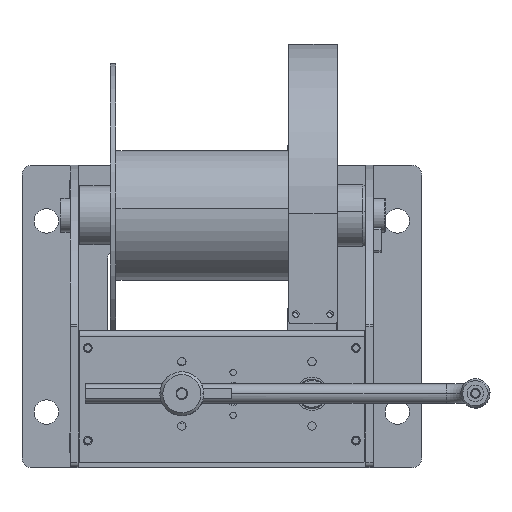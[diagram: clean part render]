
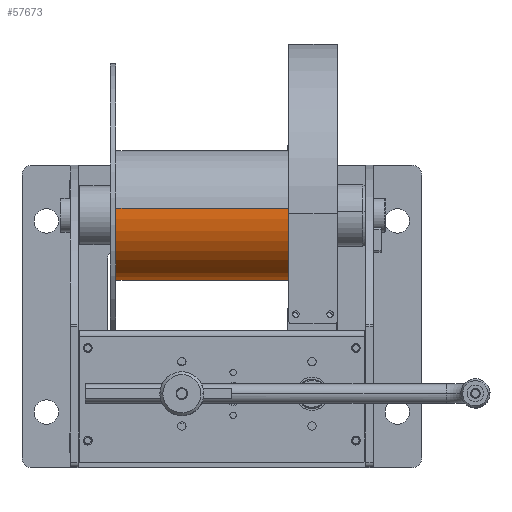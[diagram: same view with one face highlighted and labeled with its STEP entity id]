
A CAD part, top view. The second image highlights one B-rep face of the part: STEP entity #57673.
In plain terms, the highlighted cylindrical face has radius 66.5 mm (diameter 133 mm), a partial arc.
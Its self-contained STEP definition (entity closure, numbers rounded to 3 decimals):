
#4417 = CARTESIAN_POINT ( 'NONE',  ( 66.5, 0., 101.5 ) ) ;
#5681 = AXIS2_PLACEMENT_3D ( 'NONE', #13336, #50706, #18678 ) ;
#10358 = CARTESIAN_POINT ( 'NONE',  ( 66.5, 0., -101.5 ) ) ;
#13336 = CARTESIAN_POINT ( 'NONE',  ( 0., 0., -101.5 ) ) ;
#16577 = EDGE_LOOP ( 'NONE', ( #41228, #54023, #18533, #57646 ) ) ;
#17687 = FACE_OUTER_BOUND ( 'NONE', #16577, .T. ) ;
#18533 = ORIENTED_EDGE ( 'NONE', *, *, #54953, .T. ) ;
#18678 = DIRECTION ( 'NONE',  ( 1., 0., 0. ) ) ;
#18902 = DIRECTION ( 'NONE',  ( 0., 0., 1. ) ) ;
#20149 = EDGE_CURVE ( 'NONE', #46262, #27825, #50955, .T. ) ;
#22053 = CIRCLE ( 'NONE', #5681, 66.5 ) ;
#23216 = VECTOR ( 'NONE', #51659, 1000. ) ;
#24236 = DIRECTION ( 'NONE',  ( -1., 0., 0. ) ) ;
#27822 = CARTESIAN_POINT ( 'NONE',  ( -66.5, 0., -101.5 ) ) ;
#27825 = VERTEX_POINT ( 'NONE', #4417 ) ;
#29555 = CARTESIAN_POINT ( 'NONE',  ( 0., 0., 101.5 ) ) ;
#35734 = LINE ( 'NONE', #46259, #23216 ) ;
#38940 = VECTOR ( 'NONE', #57566, 1000. ) ;
#39895 = VERTEX_POINT ( 'NONE', #10358 ) ;
#41228 = ORIENTED_EDGE ( 'NONE', *, *, #53610, .F. ) ;
#42960 = AXIS2_PLACEMENT_3D ( 'NONE', #50940, #18902, #56283 ) ;
#46016 = EDGE_CURVE ( 'NONE', #48438, #39895, #22053, .T. ) ;
#46259 = CARTESIAN_POINT ( 'NONE',  ( 66.5, 0., 101.5 ) ) ;
#46262 = VERTEX_POINT ( 'NONE', #63977 ) ;
#48438 = VERTEX_POINT ( 'NONE', #27822 ) ;
#50706 = DIRECTION ( 'NONE',  ( 0., 0., 1. ) ) ;
#50940 = CARTESIAN_POINT ( 'NONE',  ( 0., 0., 101.5 ) ) ;
#50955 = CIRCLE ( 'NONE', #42960, 66.5 ) ;
#51659 = DIRECTION ( 'NONE',  ( 0., 0., -1. ) ) ;
#53610 = EDGE_CURVE ( 'NONE', #27825, #39895, #35734, .T. ) ;
#54023 = ORIENTED_EDGE ( 'NONE', *, *, #20149, .F. ) ;
#54456 = AXIS2_PLACEMENT_3D ( 'NONE', #29555, #66974, #24236 ) ;
#54953 = EDGE_CURVE ( 'NONE', #46262, #48438, #69096, .T. ) ;
#56283 = DIRECTION ( 'NONE',  ( 1., 0., 0. ) ) ;
#57566 = DIRECTION ( 'NONE',  ( 0., 0., -1. ) ) ;
#57646 = ORIENTED_EDGE ( 'NONE', *, *, #46016, .T. ) ;
#57673 = ADVANCED_FACE ( 'NONE', ( #17687 ), #66158, .T. ) ;
#63977 = CARTESIAN_POINT ( 'NONE',  ( -66.5, 0., 101.5 ) ) ;
#66158 = CYLINDRICAL_SURFACE ( 'NONE', #54456, 66.5 ) ;
#66974 = DIRECTION ( 'NONE',  ( 0., 0., -1. ) ) ;
#68295 = CARTESIAN_POINT ( 'NONE',  ( -66.5, 0., 101.5 ) ) ;
#69096 = LINE ( 'NONE', #68295, #38940 ) ;
